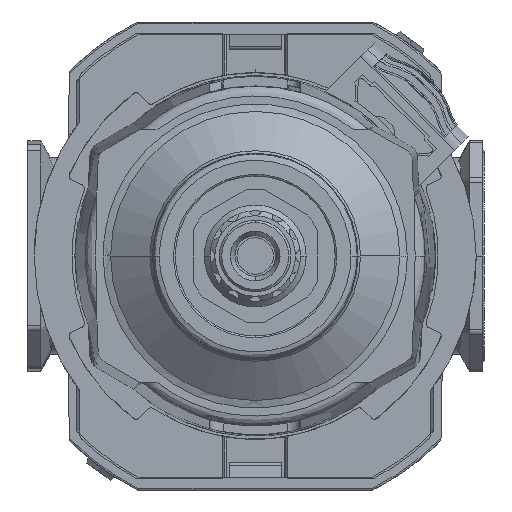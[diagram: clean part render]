
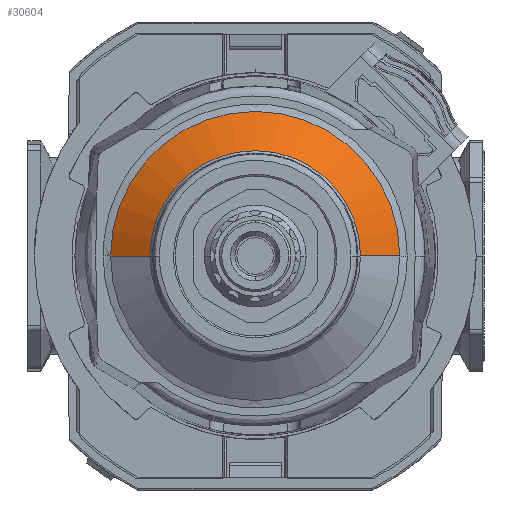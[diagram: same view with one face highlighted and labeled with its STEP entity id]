
A CAD part, front view. The second image highlights one B-rep face of the part: STEP entity #30604.
In plain terms, the highlighted conical face has half-angle 54.996 degrees and reference radius 22.24 mm.
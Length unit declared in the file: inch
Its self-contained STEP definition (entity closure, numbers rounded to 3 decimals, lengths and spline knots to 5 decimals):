
#1691 = VERTEX_POINT ( 'NONE', #4313 ) ;
#2021 = CARTESIAN_POINT ( 'NONE',  ( 0.87558, -4.11661, 0. ) ) ;
#2030 = LINE ( 'NONE', #23291, #27568 ) ;
#2434 = ORIENTED_EDGE ( 'NONE', *, *, #30324, .T. ) ;
#4313 = CARTESIAN_POINT ( 'NONE',  ( 0.63777, -4.28315, 0. ) ) ;
#4594 = DIRECTION ( 'NONE',  ( 0.819, 0.574, 0. ) ) ;
#4671 = DIRECTION ( 'NONE',  ( -1., 0., 0. ) ) ;
#5107 = EDGE_CURVE ( 'NONE', #20583, #20630, #6096, .T. ) ;
#5409 = CARTESIAN_POINT ( 'NONE',  ( -0.87558, -4.11661, 0. ) ) ;
#6096 = CIRCLE ( 'NONE', #24999, 0.87558 ) ;
#6671 = EDGE_CURVE ( 'NONE', #22394, #1691, #12316, .T. ) ;
#9278 = AXIS2_PLACEMENT_3D ( 'NONE', #26136, #32252, #22800 ) ;
#12316 = CIRCLE ( 'NONE', #34373, 0.63777 ) ;
#13033 = VECTOR ( 'NONE', #4594, 39.37008 ) ;
#13540 = ORIENTED_EDGE ( 'NONE', *, *, #5107, .T. ) ;
#15803 = DIRECTION ( 'NONE',  ( 1., 0., 0. ) ) ;
#17354 = DIRECTION ( 'NONE',  ( -0.819, 0.574, 0. ) ) ;
#17454 = FACE_OUTER_BOUND ( 'NONE', #33432, .T. ) ;
#20328 = ORIENTED_EDGE ( 'NONE', *, *, #31503, .F. ) ;
#20583 = VERTEX_POINT ( 'NONE', #33149 ) ;
#20630 = VERTEX_POINT ( 'NONE', #5409 ) ;
#22192 = ORIENTED_EDGE ( 'NONE', *, *, #6671, .T. ) ;
#22394 = VERTEX_POINT ( 'NONE', #26387 ) ;
#22800 = DIRECTION ( 'NONE',  ( -1., 0., 0. ) ) ;
#23281 = LINE ( 'NONE', #2021, #13033 ) ;
#23291 = CARTESIAN_POINT ( 'NONE',  ( -0.87558, -4.11661, 0. ) ) ;
#24676 = DIRECTION ( 'NONE',  ( 0., -1., 0. ) ) ;
#24999 = AXIS2_PLACEMENT_3D ( 'NONE', #30806, #24676, #15803 ) ;
#25344 = DIRECTION ( 'NONE',  ( 0., 1., 0. ) ) ;
#26136 = CARTESIAN_POINT ( 'NONE',  ( 0., -4.11661, 0. ) ) ;
#26387 = CARTESIAN_POINT ( 'NONE',  ( -0.63777, -4.28315, 0. ) ) ;
#27568 = VECTOR ( 'NONE', #17354, 39.37008 ) ;
#30324 = EDGE_CURVE ( 'NONE', #1691, #20583, #23281, .T. ) ;
#30604 = ADVANCED_FACE ( 'NONE', ( #17454 ), #30716, .T. ) ;
#30716 = CONICAL_SURFACE ( 'NONE', #9278, 0.87558, 0.96 ) ;
#30806 = CARTESIAN_POINT ( 'NONE',  ( 0., -4.11661, 0. ) ) ;
#31503 = EDGE_CURVE ( 'NONE', #22394, #20630, #2030, .T. ) ;
#32252 = DIRECTION ( 'NONE',  ( 0., 1., 0. ) ) ;
#33149 = CARTESIAN_POINT ( 'NONE',  ( 0.87558, -4.11661, 0. ) ) ;
#33432 = EDGE_LOOP ( 'NONE', ( #22192, #2434, #13540, #20328 ) ) ;
#34373 = AXIS2_PLACEMENT_3D ( 'NONE', #36988, #25344, #4671 ) ;
#36988 = CARTESIAN_POINT ( 'NONE',  ( 0., -4.28315, 0. ) ) ;
